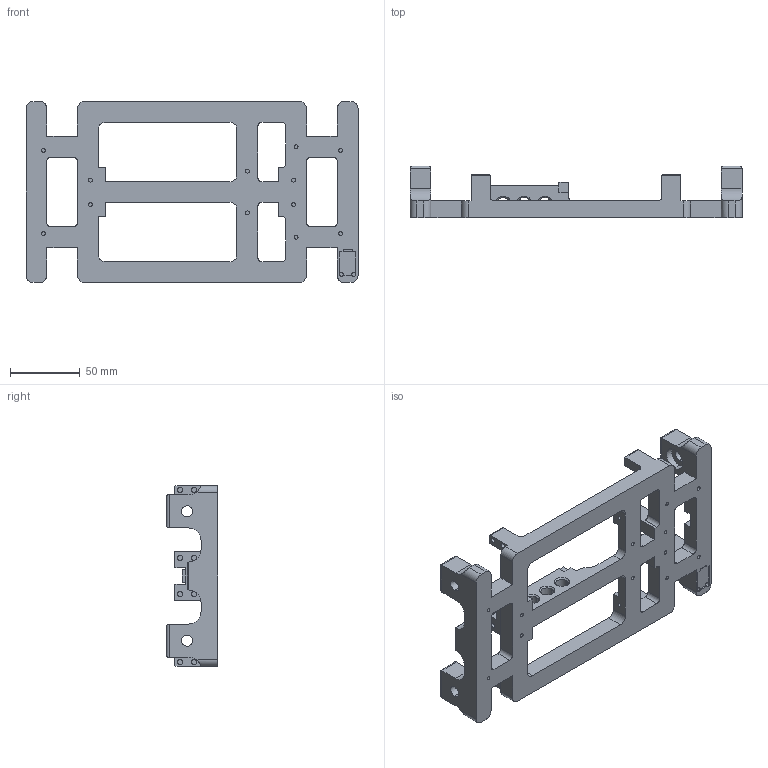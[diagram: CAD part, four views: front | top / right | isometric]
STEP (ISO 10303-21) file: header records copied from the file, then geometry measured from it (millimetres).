
FILE_DESCRIPTION (( 'STEP AP203' ), '1' );
FILE_NAME ('DogBody.STEP', '2024-10-09T13:46:20', ( '' ), ( '' ), 'SwSTEP 2.0', 'SolidWorks 2023', '' );
FILE_SCHEMA (( 'CONFIG_CONTROL_DESIGN' ));
Length unit declared in the file: millimetre
Products named in the file (1): DogBody
Bounding box: 238.6 x 37 x 130 mm (x, y, z)
Volume: 249060 mm3; surface area: 80528.7 mm2
Topology: 1 solids, 1 shells, 410 faces, 1053 edges, 684 vertices
Faces by surface type: cylinder 204, plane 192, cone 12, torus 2
Entity records: 12754 total; most frequent: CARTESIAN_POINT 2392, DIRECTION 2203, ORIENTED_EDGE 2106, EDGE_CURVE 1053, AXIS2_PLACEMENT_3D 775, VERTEX_POINT 684, VECTOR 653, LINE 653
